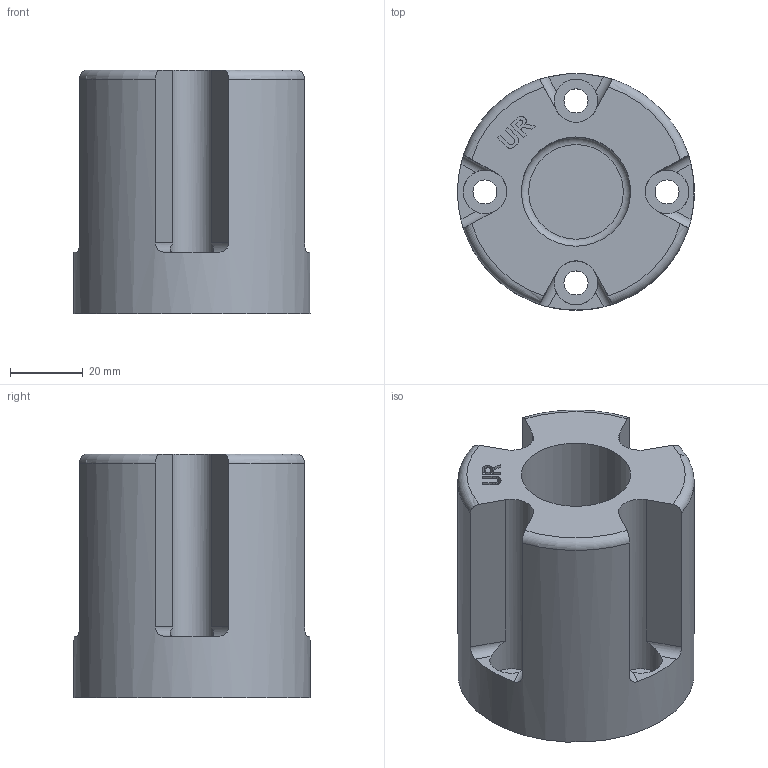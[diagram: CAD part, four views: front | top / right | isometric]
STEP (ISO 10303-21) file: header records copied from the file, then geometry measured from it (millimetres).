
FILE_DESCRIPTION(/* description */ (''),/* implementation_level */ '2;1');
FILE_NAME(/* name */ 'UR_endeffector_hole v7.step',/* time_stamp */ '2025-06-24T18:27:05+09:00',/* author */ (''),/* organization */ (''),/* preprocessor_version */ 'ST-DEVELOPER v20.1',/* originating_system */ 'Autodesk Translation Framework v14.10.0.0',/* authorisation */ '');
FILE_SCHEMA (('AUTOMOTIVE_DESIGN { 1 0 10303 214 3 1 1 }'));
Length unit declared in the file: millimetre
Products named in the file (1): UR_endeffector_hole
Bounding box: 65 x 65 x 67 mm (x, y, z)
Volume: 146508.6 mm3; surface area: 28953.8 mm2
Topology: 1 solids, 1 shells, 92 faces, 257 edges, 171 vertices
Faces by surface type: plane 39, bspline 30, cylinder 18, torus 5
Full cylindrical faces by diameter (mm): 6.6 x4, 12 x4, 30 x1, 65 x1
Entity records: 3452 total; most frequent: CARTESIAN_POINT 1253, ORIENTED_EDGE 514, DIRECTION 337, EDGE_CURVE 257, VERTEX_POINT 171, LINE 131, VECTOR 131, EDGE_LOOP 104
